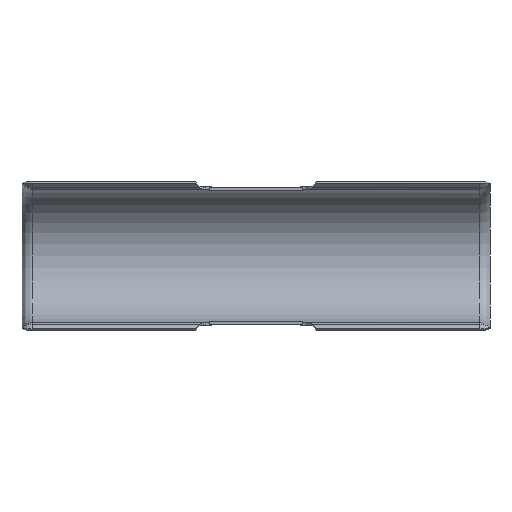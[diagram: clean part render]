
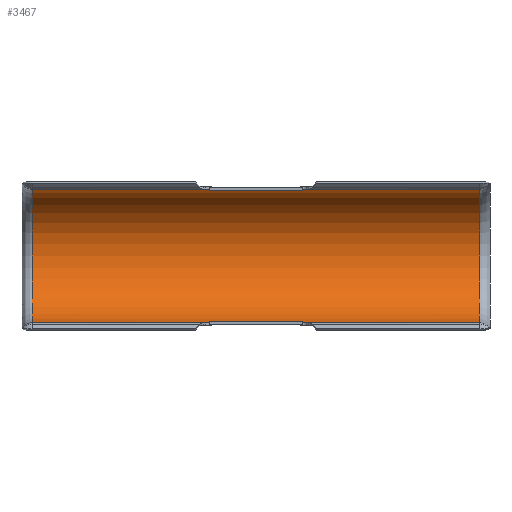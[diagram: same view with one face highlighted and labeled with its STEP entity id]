
A CAD part, front view. The second image highlights one B-rep face of the part: STEP entity #3467.
In plain terms, the highlighted cylindrical face has radius 28.5 mm (diameter 57 mm), a partial arc.
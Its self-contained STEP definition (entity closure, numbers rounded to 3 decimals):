
#48 = VECTOR ( 'NONE', #2811, 1000. ) ;
#208 = CARTESIAN_POINT ( 'NONE',  ( 95.415, 11.5, 28.5 ) ) ;
#254 = AXIS2_PLACEMENT_3D ( 'NONE', #3595, #3638, #3592 ) ;
#304 = ORIENTED_EDGE ( 'NONE', *, *, #1952, .F. ) ;
#318 = EDGE_CURVE ( 'NONE', #2398, #936, #1164, .T. ) ;
#345 = CIRCLE ( 'NONE', #254, 28.5 ) ;
#353 = VERTEX_POINT ( 'NONE', #208 ) ;
#359 = AXIS2_PLACEMENT_3D ( 'NONE', #3365, #1840, #3455 ) ;
#374 = CIRCLE ( 'NONE', #3073, 28.5 ) ;
#380 = AXIS2_PLACEMENT_3D ( 'NONE', #3538, #3656, #1490 ) ;
#451 = EDGE_CURVE ( 'NONE', #353, #3297, #3760, .T. ) ;
#460 = VERTEX_POINT ( 'NONE', #2182 ) ;
#485 = VECTOR ( 'NONE', #1209, 1000. ) ;
#496 = VERTEX_POINT ( 'NONE', #2176 ) ;
#523 = LINE ( 'NONE', #3204, #48 ) ;
#598 = VERTEX_POINT ( 'NONE', #2096 ) ;
#745 = DIRECTION ( 'NONE',  ( -1., 0., 0. ) ) ;
#755 = DIRECTION ( 'NONE',  ( 0., 0., 1. ) ) ;
#765 = CARTESIAN_POINT ( 'NONE',  ( 100.415, 11.5, 0. ) ) ;
#775 = VERTEX_POINT ( 'NONE', #1804 ) ;
#887 = LINE ( 'NONE', #2469, #2866 ) ;
#936 = VERTEX_POINT ( 'NONE', #1473 ) ;
#960 = EDGE_CURVE ( 'NONE', #2464, #936, #3398, .T. ) ;
#988 = EDGE_CURVE ( 'NONE', #2615, #598, #374, .T. ) ;
#1062 = EDGE_CURVE ( 'NONE', #2995, #2464, #3306, .T. ) ;
#1145 = CARTESIAN_POINT ( 'NONE',  ( 100.415, 11.5, 28.5 ) ) ;
#1164 = LINE ( 'NONE', #2786, #2729 ) ;
#1165 = DIRECTION ( 'NONE',  ( -1., 0., 0. ) ) ;
#1177 = CARTESIAN_POINT ( 'NONE',  ( -20., 16.815, -28. ) ) ;
#1187 = AXIS2_PLACEMENT_3D ( 'NONE', #3252, #2720, #2738 ) ;
#1209 = DIRECTION ( 'NONE',  ( 1., 0., 0. ) ) ;
#1220 = CARTESIAN_POINT ( 'NONE',  ( 100.415, 16.815, -28. ) ) ;
#1278 = ORIENTED_EDGE ( 'NONE', *, *, #1062, .T. ) ;
#1367 = DIRECTION ( 'NONE',  ( 0., 0., -1. ) ) ;
#1375 = CARTESIAN_POINT ( 'NONE',  ( -20., 11.5, 0. ) ) ;
#1382 = DIRECTION ( 'NONE',  ( 1., 0., 0. ) ) ;
#1438 = ORIENTED_EDGE ( 'NONE', *, *, #3198, .F. ) ;
#1445 = ORIENTED_EDGE ( 'NONE', *, *, #3344, .F. ) ;
#1447 = DIRECTION ( 'NONE',  ( 0., 0., 1. ) ) ;
#1449 = DIRECTION ( 'NONE',  ( -1., 0., 0. ) ) ;
#1451 = CARTESIAN_POINT ( 'NONE',  ( 20., 11.5, 0. ) ) ;
#1473 = CARTESIAN_POINT ( 'NONE',  ( 20., 11.5, -28.5 ) ) ;
#1483 = VECTOR ( 'NONE', #2187, 1000. ) ;
#1490 = DIRECTION ( 'NONE',  ( 0., 0., -1. ) ) ;
#1804 = CARTESIAN_POINT ( 'NONE',  ( -95.415, 11.5, -28.5 ) ) ;
#1813 = VECTOR ( 'NONE', #1165, 1000. ) ;
#1840 = DIRECTION ( 'NONE',  ( -1., 0., 0. ) ) ;
#1952 = EDGE_CURVE ( 'NONE', #353, #2398, #2792, .T. ) ;
#2001 = ORIENTED_EDGE ( 'NONE', *, *, #3624, .F. ) ;
#2092 = CIRCLE ( 'NONE', #380, 28.5 ) ;
#2096 = CARTESIAN_POINT ( 'NONE',  ( -20., 11.5, 28.5 ) ) ;
#2176 = CARTESIAN_POINT ( 'NONE',  ( -20., 11.5, -28.5 ) ) ;
#2182 = CARTESIAN_POINT ( 'NONE',  ( -95.415, 11.5, 28.5 ) ) ;
#2187 = DIRECTION ( 'NONE',  ( -1., 0., 0. ) ) ;
#2199 = CARTESIAN_POINT ( 'NONE',  ( 100.415, 11.5, 28.5 ) ) ;
#2307 = EDGE_CURVE ( 'NONE', #775, #460, #2092, .T. ) ;
#2368 = FACE_OUTER_BOUND ( 'NONE', #2822, .T. ) ;
#2387 = EDGE_CURVE ( 'NONE', #3449, #3297, #345, .T. ) ;
#2391 = CARTESIAN_POINT ( 'NONE',  ( -20., 16.815, 28. ) ) ;
#2398 = VERTEX_POINT ( 'NONE', #3507 ) ;
#2421 = CARTESIAN_POINT ( 'NONE',  ( 20., 16.815, 28. ) ) ;
#2464 = VERTEX_POINT ( 'NONE', #3188 ) ;
#2469 = CARTESIAN_POINT ( 'NONE',  ( 100.415, 11.5, -28.5 ) ) ;
#2499 = DIRECTION ( 'NONE',  ( -1., 0., 0. ) ) ;
#2615 = VERTEX_POINT ( 'NONE', #2391 ) ;
#2656 = CIRCLE ( 'NONE', #359, 28.5 ) ;
#2695 = DIRECTION ( 'NONE',  ( -1., 0., 0. ) ) ;
#2720 = DIRECTION ( 'NONE',  ( -1., 0., 0. ) ) ;
#2729 = VECTOR ( 'NONE', #2695, 1000. ) ;
#2738 = DIRECTION ( 'NONE',  ( 0., 0., 1. ) ) ;
#2786 = CARTESIAN_POINT ( 'NONE',  ( 100.415, 11.5, -28.5 ) ) ;
#2792 = CIRCLE ( 'NONE', #1187, 28.5 ) ;
#2811 = DIRECTION ( 'NONE',  ( 1., 0., 0. ) ) ;
#2817 = ORIENTED_EDGE ( 'NONE', *, *, #960, .T. ) ;
#2822 = EDGE_LOOP ( 'NONE', ( #3387, #3418, #3771, #1445, #2001, #1278, #2817, #3349, #304, #2912, #2850, #1438 ) ) ;
#2850 = ORIENTED_EDGE ( 'NONE', *, *, #2387, .F. ) ;
#2866 = VECTOR ( 'NONE', #2499, 1000. ) ;
#2912 = ORIENTED_EDGE ( 'NONE', *, *, #451, .T. ) ;
#2995 = VERTEX_POINT ( 'NONE', #1177 ) ;
#3073 = AXIS2_PLACEMENT_3D ( 'NONE', #1375, #1382, #1367 ) ;
#3101 = CYLINDRICAL_SURFACE ( 'NONE', #3792, 28.5 ) ;
#3188 = CARTESIAN_POINT ( 'NONE',  ( 20., 16.815, -28. ) ) ;
#3198 = EDGE_CURVE ( 'NONE', #2615, #3449, #523, .T. ) ;
#3204 = CARTESIAN_POINT ( 'NONE',  ( 100.415, 16.815, 28. ) ) ;
#3242 = AXIS2_PLACEMENT_3D ( 'NONE', #1451, #1449, #1447 ) ;
#3252 = CARTESIAN_POINT ( 'NONE',  ( 95.415, 11.5, 0. ) ) ;
#3297 = VERTEX_POINT ( 'NONE', #3322 ) ;
#3306 = LINE ( 'NONE', #1220, #485 ) ;
#3322 = CARTESIAN_POINT ( 'NONE',  ( 20., 11.5, 28.5 ) ) ;
#3344 = EDGE_CURVE ( 'NONE', #496, #775, #887, .T. ) ;
#3349 = ORIENTED_EDGE ( 'NONE', *, *, #318, .F. ) ;
#3365 = CARTESIAN_POINT ( 'NONE',  ( -20., 11.5, 0. ) ) ;
#3387 = ORIENTED_EDGE ( 'NONE', *, *, #988, .T. ) ;
#3398 = CIRCLE ( 'NONE', #3242, 28.5 ) ;
#3418 = ORIENTED_EDGE ( 'NONE', *, *, #3571, .T. ) ;
#3449 = VERTEX_POINT ( 'NONE', #2421 ) ;
#3455 = DIRECTION ( 'NONE',  ( 0., 0., 1. ) ) ;
#3467 = ADVANCED_FACE ( 'NONE', ( #2368 ), #3101, .F. ) ;
#3504 = LINE ( 'NONE', #1145, #1813 ) ;
#3507 = CARTESIAN_POINT ( 'NONE',  ( 95.415, 11.5, -28.5 ) ) ;
#3538 = CARTESIAN_POINT ( 'NONE',  ( -95.415, 11.5, 0. ) ) ;
#3571 = EDGE_CURVE ( 'NONE', #598, #460, #3504, .T. ) ;
#3592 = DIRECTION ( 'NONE',  ( 0., 0., -1. ) ) ;
#3595 = CARTESIAN_POINT ( 'NONE',  ( 20., 11.5, 0. ) ) ;
#3624 = EDGE_CURVE ( 'NONE', #2995, #496, #2656, .T. ) ;
#3638 = DIRECTION ( 'NONE',  ( 1., 0., 0. ) ) ;
#3656 = DIRECTION ( 'NONE',  ( 1., 0., 0. ) ) ;
#3760 = LINE ( 'NONE', #2199, #1483 ) ;
#3771 = ORIENTED_EDGE ( 'NONE', *, *, #2307, .F. ) ;
#3792 = AXIS2_PLACEMENT_3D ( 'NONE', #765, #745, #755 ) ;
